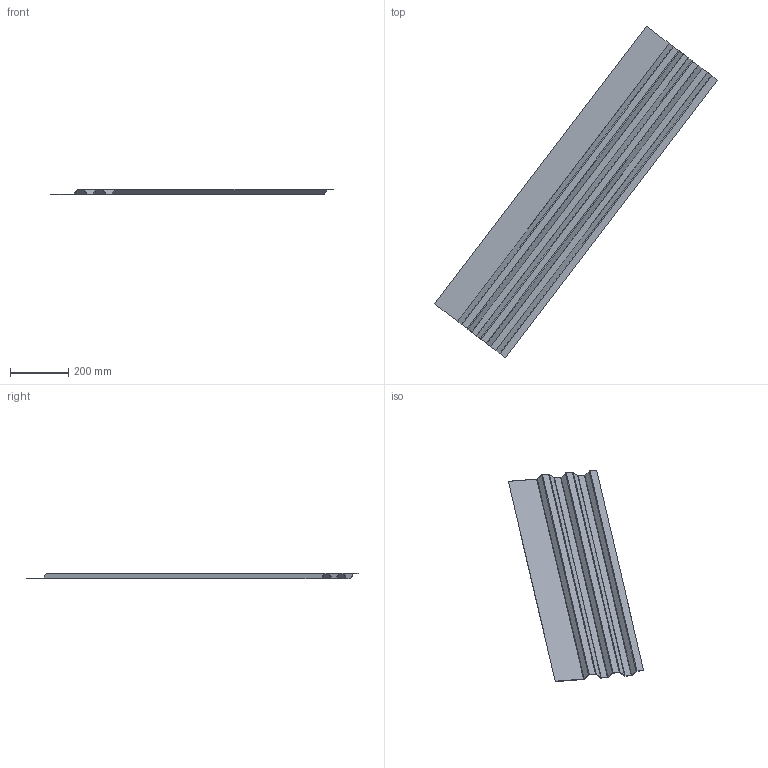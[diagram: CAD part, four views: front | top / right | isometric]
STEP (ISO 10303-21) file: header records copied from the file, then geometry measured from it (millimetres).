
FILE_DESCRIPTION(/* description */ ('t=2 mm'),/* implementation_level */ '2;1');
FILE_NAME(/* name */ '3.stp',/* time_stamp */ '2023-11-23T14:26:59+05:30',/* author */ ('SUW'),/* organization */ (''),/* preprocessor_version */ 'ST-DEVELOPER v19',/* originating_system */ 'Autodesk Inventor 2023',/* authorisation */ '');
FILE_SCHEMA (('AUTOMOTIVE_DESIGN { 1 0 10303 214 3 1 1 }'));
Length unit declared in the file: millimetre
Products named in the file (1): 3
Bounding box: 970.7 x 1140.29 x 19.09 mm (x, y, z)
Volume: 817019.7 mm3; surface area: 823181.4 mm2
Topology: 1 solids, 1 shells, 86 faces, 172 edges, 88 vertices
Faces by surface type: plane 66, cylinder 20
Entity records: 2159 total; most frequent: DIRECTION 386, CARTESIAN_POINT 347, ORIENTED_EDGE 344, EDGE_CURVE 172, LINE 132, VECTOR 132, AXIS2_PLACEMENT_3D 127, VERTEX_POINT 88
